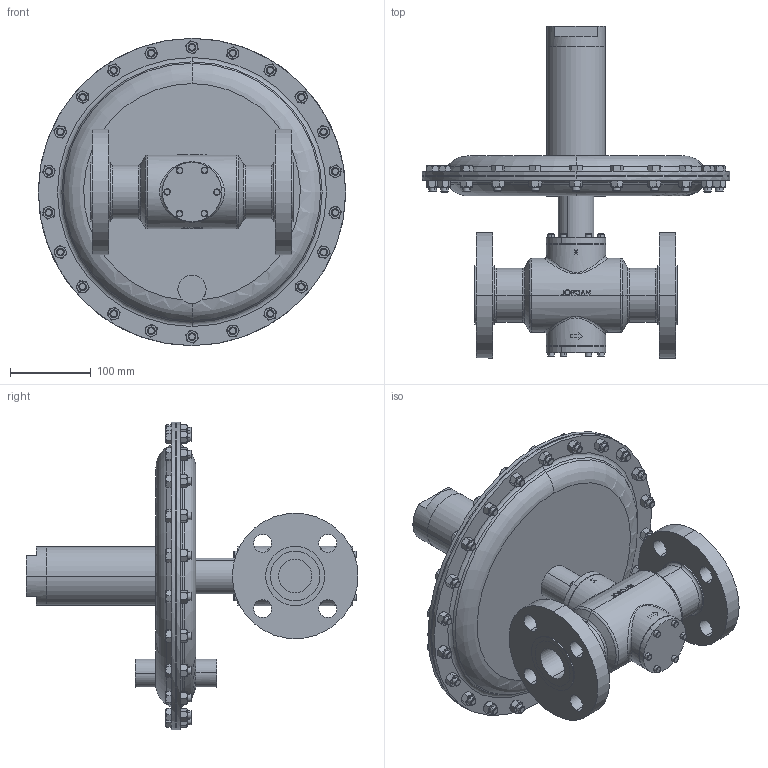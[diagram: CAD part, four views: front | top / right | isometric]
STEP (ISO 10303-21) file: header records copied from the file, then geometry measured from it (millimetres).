
FILE_DESCRIPTION (( 'STEP AP203' ), '1' );
FILE_NAME ('608DS-150-CS+6L-I3.STEP', '2017-09-07T13:10:11', ( '' ), ( '' ), 'SwSTEP 2.0', 'SolidWorks 2014', '' );
FILE_SCHEMA (( 'CONFIG_CONTROL_DESIGN' ));
Length unit declared in the file: inch
Products named in the file (1): 608DS-150-CS+6L-I3
Bounding box: 381 x 411.56 x 381 mm (x, y, z)
Volume: 6896135.6 mm3; surface area: 509209.7 mm2
Topology: 1 solids, 1 shells, 1275 faces, 2969 edges, 1810 vertices
Faces by surface type: plane 498, cone 472, cylinder 163, bspline 124, torus 18
Entity records: 59271 total; most frequent: CARTESIAN_POINT 31954, ORIENTED_EDGE 5938, DIRECTION 5119, EDGE_CURVE 2969, AXIS2_PLACEMENT_3D 2046, VERTEX_POINT 1810, EDGE_LOOP 1405, ADVANCED_FACE 1275
